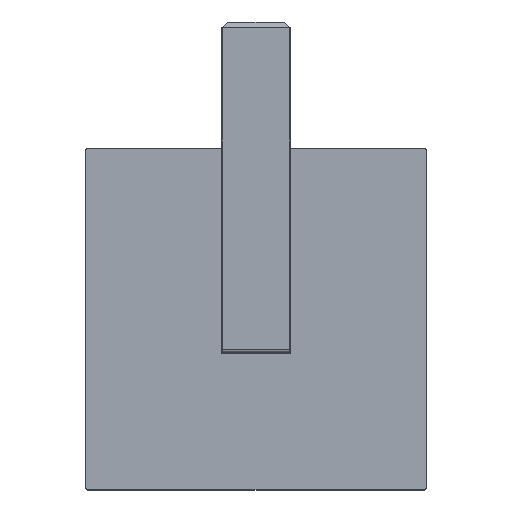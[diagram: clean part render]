
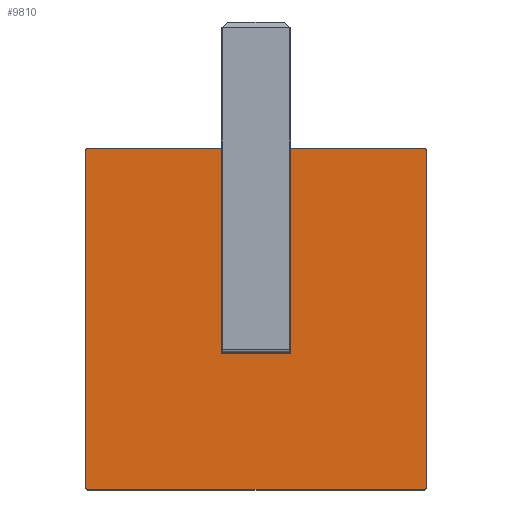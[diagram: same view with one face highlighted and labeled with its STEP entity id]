
A CAD part, top view. The second image highlights one B-rep face of the part: STEP entity #9810.
In plain terms, the highlighted planar face has unit normal (0, 0, 1).
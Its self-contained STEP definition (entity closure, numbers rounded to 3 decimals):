
#59 = CIRCLE ( 'NONE', #9397, 0.2 ) ;
#127 = CARTESIAN_POINT ( 'NONE',  ( 29.9, 30., 4. ) ) ;
#131 = DIRECTION ( 'NONE',  ( 1., 0., 0. ) ) ;
#151 = ORIENTED_EDGE ( 'NONE', *, *, #1388, .F. ) ;
#201 = DIRECTION ( 'NONE',  ( 1., 0., 0. ) ) ;
#228 = CIRCLE ( 'NONE', #4996, 0.4 ) ;
#317 = VECTOR ( 'NONE', #6759, 1000. ) ;
#506 = ORIENTED_EDGE ( 'NONE', *, *, #5680, .T. ) ;
#555 = ORIENTED_EDGE ( 'NONE', *, *, #2317, .F. ) ;
#610 = ORIENTED_EDGE ( 'NONE', *, *, #4306, .T. ) ;
#670 = DIRECTION ( 'NONE',  ( 0., 0., 1. ) ) ;
#757 = ORIENTED_EDGE ( 'NONE', *, *, #1569, .T. ) ;
#886 = AXIS2_PLACEMENT_3D ( 'NONE', #5968, #9887, #9141 ) ;
#905 = DIRECTION ( 'NONE',  ( 0., 1., 0. ) ) ;
#962 = VERTEX_POINT ( 'NONE', #8550 ) ;
#1140 = ORIENTED_EDGE ( 'NONE', *, *, #7083, .T. ) ;
#1159 = VERTEX_POINT ( 'NONE', #4989 ) ;
#1167 = LINE ( 'NONE', #4096, #8930 ) ;
#1184 = DIRECTION ( 'NONE',  ( 0., 0., -1. ) ) ;
#1310 = CARTESIAN_POINT ( 'NONE',  ( 29.5, 29.5, 4. ) ) ;
#1388 = EDGE_CURVE ( 'NONE', #1159, #1706, #3367, .T. ) ;
#1500 = CARTESIAN_POINT ( 'NONE',  ( -29.9, -29.5, 4. ) ) ;
#1503 = ORIENTED_EDGE ( 'NONE', *, *, #8505, .F. ) ;
#1504 = VERTEX_POINT ( 'NONE', #8352 ) ;
#1555 = CARTESIAN_POINT ( 'NONE',  ( -5.9, 5.9, 4. ) ) ;
#1569 = EDGE_CURVE ( 'NONE', #3568, #1706, #8216, .T. ) ;
#1608 = DIRECTION ( 'NONE',  ( -1., 0., 0. ) ) ;
#1665 = CARTESIAN_POINT ( 'NONE',  ( 6.1, 5.9, 4. ) ) ;
#1672 = AXIS2_PLACEMENT_3D ( 'NONE', #1310, #6796, #2171 ) ;
#1706 = VERTEX_POINT ( 'NONE', #3860 ) ;
#1720 = PLANE ( 'NONE',  #6857 ) ;
#1773 = CARTESIAN_POINT ( 'NONE',  ( -30., 29.9, 4. ) ) ;
#1777 = CARTESIAN_POINT ( 'NONE',  ( -29.5, -29.9, 4. ) ) ;
#1974 = CARTESIAN_POINT ( 'NONE',  ( -6.1, 5.9, 4. ) ) ;
#2114 = AXIS2_PLACEMENT_3D ( 'NONE', #1555, #7765, #3776 ) ;
#2171 = DIRECTION ( 'NONE',  ( 1., 0., 0. ) ) ;
#2178 = CIRCLE ( 'NONE', #6050, 0.2 ) ;
#2310 = CARTESIAN_POINT ( 'NONE',  ( -29.5, 29.5, 4. ) ) ;
#2317 = EDGE_CURVE ( 'NONE', #1504, #4666, #7506, .T. ) ;
#2344 = CARTESIAN_POINT ( 'NONE',  ( 5.9, 5.9, 4. ) ) ;
#2364 = CIRCLE ( 'NONE', #886, 0.4 ) ;
#2393 = VECTOR ( 'NONE', #9118, 1000. ) ;
#2512 = AXIS2_PLACEMENT_3D ( 'NONE', #9863, #6083, #3735 ) ;
#2581 = VERTEX_POINT ( 'NONE', #1777 ) ;
#2618 = CIRCLE ( 'NONE', #7174, 0.4 ) ;
#2807 = VERTEX_POINT ( 'NONE', #7914 ) ;
#2973 = CARTESIAN_POINT ( 'NONE',  ( -5.9, -5.9, 4. ) ) ;
#3283 = DIRECTION ( 'NONE',  ( 0., 0., 1. ) ) ;
#3315 = VERTEX_POINT ( 'NONE', #1500 ) ;
#3367 = CIRCLE ( 'NONE', #2512, 0.2 ) ;
#3430 = CARTESIAN_POINT ( 'NONE',  ( -6.1, -5.9, 4. ) ) ;
#3486 = CARTESIAN_POINT ( 'NONE',  ( -29.9, -30., 4. ) ) ;
#3568 = VERTEX_POINT ( 'NONE', #1665 ) ;
#3735 = DIRECTION ( 'NONE',  ( 1., 0., 0. ) ) ;
#3776 = DIRECTION ( 'NONE',  ( 1., 0., 0. ) ) ;
#3807 = ORIENTED_EDGE ( 'NONE', *, *, #8690, .T. ) ;
#3860 = CARTESIAN_POINT ( 'NONE',  ( 6.1, -5.9, 4. ) ) ;
#3886 = VERTEX_POINT ( 'NONE', #7343 ) ;
#3954 = VECTOR ( 'NONE', #905, 1000. ) ;
#4014 = ORIENTED_EDGE ( 'NONE', *, *, #5740, .F. ) ;
#4096 = CARTESIAN_POINT ( 'NONE',  ( 0., 6.1, 4. ) ) ;
#4306 = EDGE_CURVE ( 'NONE', #1159, #9237, #6877, .T. ) ;
#4363 = VECTOR ( 'NONE', #7219, 1000. ) ;
#4373 = ORIENTED_EDGE ( 'NONE', *, *, #8041, .T. ) ;
#4407 = VERTEX_POINT ( 'NONE', #5520 ) ;
#4561 = VECTOR ( 'NONE', #1608, 1000. ) ;
#4666 = VERTEX_POINT ( 'NONE', #1974 ) ;
#4903 = ORIENTED_EDGE ( 'NONE', *, *, #9789, .T. ) ;
#4935 = CARTESIAN_POINT ( 'NONE',  ( -29.5, 29.9, 4. ) ) ;
#4962 = CIRCLE ( 'NONE', #1672, 0.4 ) ;
#4989 = CARTESIAN_POINT ( 'NONE',  ( 5.9, -6.1, 4. ) ) ;
#4996 = AXIS2_PLACEMENT_3D ( 'NONE', #2310, #8467, #9982 ) ;
#5095 = DIRECTION ( 'NONE',  ( 1., 0., 0. ) ) ;
#5167 = VECTOR ( 'NONE', #8596, 1000. ) ;
#5448 = EDGE_CURVE ( 'NONE', #2807, #4407, #4962, .T. ) ;
#5520 = CARTESIAN_POINT ( 'NONE',  ( 29.9, 29.5, 4. ) ) ;
#5663 = EDGE_LOOP ( 'NONE', ( #4014, #4373, #8565, #7558, #1503, #1140, #9903, #506 ) ) ;
#5680 = EDGE_CURVE ( 'NONE', #2807, #6731, #8963, .T. ) ;
#5740 = EDGE_CURVE ( 'NONE', #962, #6731, #228, .T. ) ;
#5798 = EDGE_CURVE ( 'NONE', #3568, #6387, #2178, .T. ) ;
#5899 = LINE ( 'NONE', #3486, #9524 ) ;
#5968 = CARTESIAN_POINT ( 'NONE',  ( 29.5, -29.5, 4. ) ) ;
#5986 = CARTESIAN_POINT ( 'NONE',  ( -29.5, -29.5, 4. ) ) ;
#6021 = CARTESIAN_POINT ( 'NONE',  ( -5.9, -6.1, 4. ) ) ;
#6050 = AXIS2_PLACEMENT_3D ( 'NONE', #2344, #6264, #6229 ) ;
#6083 = DIRECTION ( 'NONE',  ( 0., 0., 1. ) ) ;
#6107 = DIRECTION ( 'NONE',  ( 1., 0., 0. ) ) ;
#6160 = FACE_BOUND ( 'NONE', #6207, .T. ) ;
#6207 = EDGE_LOOP ( 'NONE', ( #9914, #757, #151, #610, #7941, #3807, #555, #4903 ) ) ;
#6229 = DIRECTION ( 'NONE',  ( 1., 0., 0. ) ) ;
#6264 = DIRECTION ( 'NONE',  ( 0., 0., 1. ) ) ;
#6296 = CARTESIAN_POINT ( 'NONE',  ( 5.9, 6.1, 4. ) ) ;
#6387 = VERTEX_POINT ( 'NONE', #6296 ) ;
#6731 = VERTEX_POINT ( 'NONE', #4935 ) ;
#6759 = DIRECTION ( 'NONE',  ( 1., 0., 0. ) ) ;
#6796 = DIRECTION ( 'NONE',  ( 0., 0., -1. ) ) ;
#6857 = AXIS2_PLACEMENT_3D ( 'NONE', #8677, #3283, #201 ) ;
#6877 = LINE ( 'NONE', #7068, #4561 ) ;
#7068 = CARTESIAN_POINT ( 'NONE',  ( 0., -6.1, 4. ) ) ;
#7083 = EDGE_CURVE ( 'NONE', #9385, #4407, #8450, .T. ) ;
#7174 = AXIS2_PLACEMENT_3D ( 'NONE', #5986, #1184, #5095 ) ;
#7219 = DIRECTION ( 'NONE',  ( -1., 0., 0. ) ) ;
#7240 = LINE ( 'NONE', #9398, #5167 ) ;
#7249 = FACE_OUTER_BOUND ( 'NONE', #5663, .T. ) ;
#7331 = DIRECTION ( 'NONE',  ( 0., -1., 0. ) ) ;
#7343 = CARTESIAN_POINT ( 'NONE',  ( 29.5, -29.9, 4. ) ) ;
#7364 = EDGE_CURVE ( 'NONE', #2581, #3886, #8570, .T. ) ;
#7506 = CIRCLE ( 'NONE', #2114, 0.2 ) ;
#7558 = ORIENTED_EDGE ( 'NONE', *, *, #7364, .T. ) ;
#7667 = CARTESIAN_POINT ( 'NONE',  ( 29.9, -29.5, 4. ) ) ;
#7765 = DIRECTION ( 'NONE',  ( 0., 0., 1. ) ) ;
#7845 = EDGE_CURVE ( 'NONE', #8905, #9237, #59, .T. ) ;
#7914 = CARTESIAN_POINT ( 'NONE',  ( 29.5, 29.9, 4. ) ) ;
#7941 = ORIENTED_EDGE ( 'NONE', *, *, #7845, .F. ) ;
#8041 = EDGE_CURVE ( 'NONE', #962, #3315, #5899, .T. ) ;
#8155 = CARTESIAN_POINT ( 'NONE',  ( 30., -29.9, 4. ) ) ;
#8216 = LINE ( 'NONE', #9082, #2393 ) ;
#8352 = CARTESIAN_POINT ( 'NONE',  ( -5.9, 6.1, 4. ) ) ;
#8450 = LINE ( 'NONE', #127, #3954 ) ;
#8467 = DIRECTION ( 'NONE',  ( 0., 0., -1. ) ) ;
#8505 = EDGE_CURVE ( 'NONE', #9385, #3886, #2364, .T. ) ;
#8550 = CARTESIAN_POINT ( 'NONE',  ( -29.9, 29.5, 4. ) ) ;
#8565 = ORIENTED_EDGE ( 'NONE', *, *, #9143, .F. ) ;
#8570 = LINE ( 'NONE', #8155, #317 ) ;
#8596 = DIRECTION ( 'NONE',  ( 0., 1., 0. ) ) ;
#8677 = CARTESIAN_POINT ( 'NONE',  ( 0., 0., 4. ) ) ;
#8690 = EDGE_CURVE ( 'NONE', #8905, #4666, #7240, .T. ) ;
#8905 = VERTEX_POINT ( 'NONE', #3430 ) ;
#8930 = VECTOR ( 'NONE', #131, 1000. ) ;
#8963 = LINE ( 'NONE', #1773, #4363 ) ;
#9082 = CARTESIAN_POINT ( 'NONE',  ( 6.1, 0., 4. ) ) ;
#9118 = DIRECTION ( 'NONE',  ( 0., -1., 0. ) ) ;
#9141 = DIRECTION ( 'NONE',  ( 1., 0., 0. ) ) ;
#9143 = EDGE_CURVE ( 'NONE', #2581, #3315, #2618, .T. ) ;
#9237 = VERTEX_POINT ( 'NONE', #6021 ) ;
#9385 = VERTEX_POINT ( 'NONE', #7667 ) ;
#9397 = AXIS2_PLACEMENT_3D ( 'NONE', #2973, #670, #6107 ) ;
#9398 = CARTESIAN_POINT ( 'NONE',  ( -6.1, 0., 4. ) ) ;
#9524 = VECTOR ( 'NONE', #7331, 1000. ) ;
#9789 = EDGE_CURVE ( 'NONE', #1504, #6387, #1167, .T. ) ;
#9810 = ADVANCED_FACE ( 'NONE', ( #6160, #7249 ), #1720, .T. ) ;
#9863 = CARTESIAN_POINT ( 'NONE',  ( 5.9, -5.9, 4. ) ) ;
#9887 = DIRECTION ( 'NONE',  ( 0., 0., -1. ) ) ;
#9903 = ORIENTED_EDGE ( 'NONE', *, *, #5448, .F. ) ;
#9914 = ORIENTED_EDGE ( 'NONE', *, *, #5798, .F. ) ;
#9982 = DIRECTION ( 'NONE',  ( 1., 0., 0. ) ) ;
